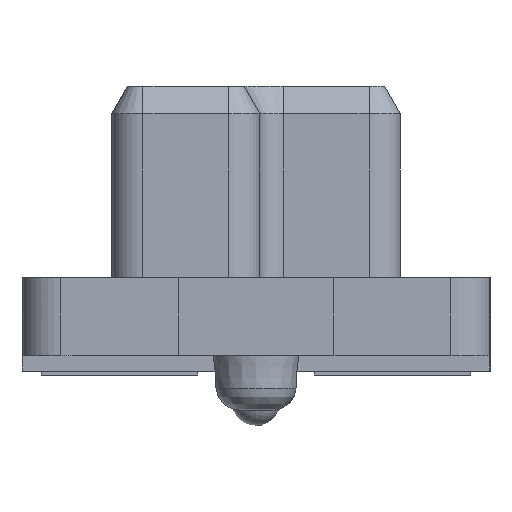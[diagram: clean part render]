
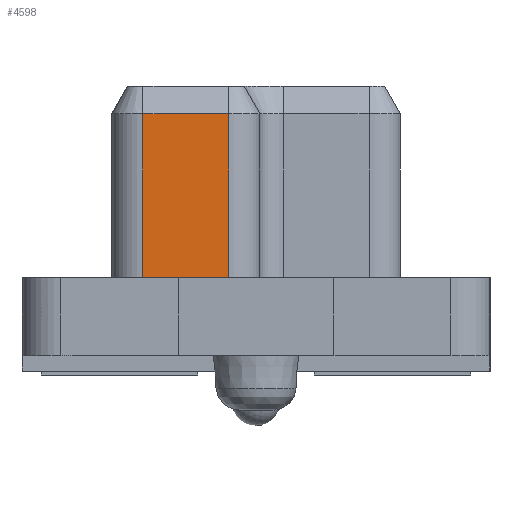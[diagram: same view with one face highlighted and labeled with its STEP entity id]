
A CAD part, left-side view. The second image highlights one B-rep face of the part: STEP entity #4598.
In plain terms, the highlighted planar face has unit normal (-1, 0, 0).
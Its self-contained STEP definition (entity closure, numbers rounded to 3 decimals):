
#287=FACE_OUTER_BOUND($,#551,.T.);
#551=EDGE_LOOP($,(#3680,#3681,#3682,#3683));
#972=LINE($,#7001,#1559);
#1049=LINE($,#7165,#1636);
#1066=LINE($,#7206,#1653);
#1067=LINE($,#7208,#1654);
#1559=VECTOR($,#5681,1.1);
#1636=VECTOR($,#5836,1.1);
#1653=VECTOR($,#5867,2.1);
#1654=VECTOR($,#5870,2.1);
#2081=VERTEX_POINT($,#6996);
#2082=VERTEX_POINT($,#7000);
#2129=VERTEX_POINT($,#7162);
#2130=VERTEX_POINT($,#7164);
#2610=EDGE_CURVE($,#2082,#2081,#972,.T.);
#2692=EDGE_CURVE($,#2130,#2129,#1049,.T.);
#2714=EDGE_CURVE($,#2129,#2082,#1066,.T.);
#2715=EDGE_CURVE($,#2081,#2130,#1067,.T.);
#3680=ORIENTED_EDGE($,*,*,#2692,.T.);
#3681=ORIENTED_EDGE($,*,*,#2714,.T.);
#3682=ORIENTED_EDGE($,*,*,#2610,.T.);
#3683=ORIENTED_EDGE($,*,*,#2715,.T.);
#4350=PLANE($,#4941);
#4598=ADVANCED_FACE($,(#287),#4350,.T.);
#4941=AXIS2_PLACEMENT_3D($,#7207,#5868,#5869);
#5681=DIRECTION($,(0.,1.,0.));
#5836=DIRECTION($,(0.,-1.,0.));
#5867=DIRECTION($,(0.,0.,1.));
#5868=DIRECTION('center_axis',(-1.,0.,0.));
#5869=DIRECTION('ref_axis',(0.,-1.,0.));
#5870=DIRECTION($,(0.,0.,-1.));
#6996=CARTESIAN_POINT('',(-22.075,1.45,3.35));
#7000=CARTESIAN_POINT('',(-22.075,0.35,3.35));
#7001=CARTESIAN_POINT($,(-22.075,1.505,3.35));
#7162=CARTESIAN_POINT('',(-22.075,0.35,1.25));
#7164=CARTESIAN_POINT('',(-22.075,1.45,1.25));
#7165=CARTESIAN_POINT($,(-22.075,1.45,1.25));
#7206=CARTESIAN_POINT($,(-22.075,0.35,1.25));
#7207=CARTESIAN_POINT('Origin',(-22.075,1.505,1.145));
#7208=CARTESIAN_POINT($,(-22.075,1.45,3.35));
